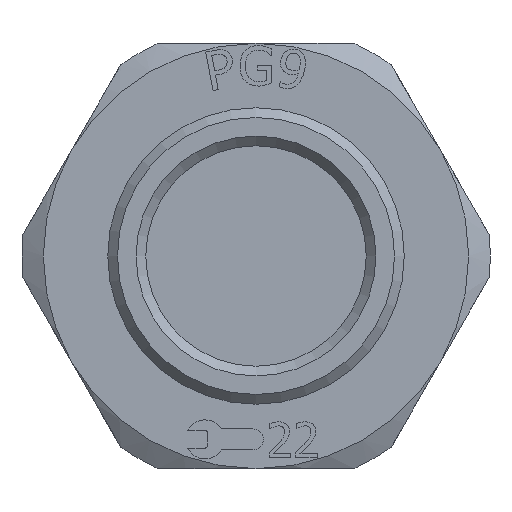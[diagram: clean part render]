
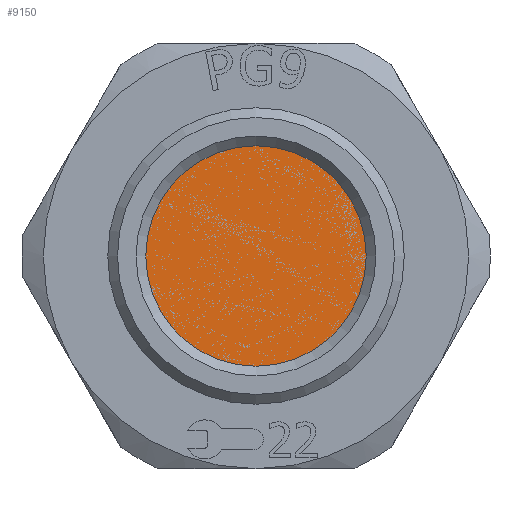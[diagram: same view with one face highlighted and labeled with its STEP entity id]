
A CAD part, front view. The second image highlights one B-rep face of the part: STEP entity #9150.
In plain terms, the highlighted planar face has unit normal (0, -1, 0).
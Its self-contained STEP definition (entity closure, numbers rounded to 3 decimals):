
#2973=FACE_OUTER_BOUND('',#3442,.T.);
#3442=EDGE_LOOP('',(#8578));
#3645=CIRCLE('',#9664,7.6);
#4572=VERTEX_POINT('',#19066);
#5908=EDGE_CURVE('',#4572,#4572,#3645,.T.);
#8578=ORIENTED_EDGE('',*,*,#5908,.T.);
#8709=PLANE('',#9663);
#9150=ADVANCED_FACE('',(#2973),#8709,.T.);
#9663=AXIS2_PLACEMENT_3D('',#19065,#11233,#11234);
#9664=AXIS2_PLACEMENT_3D('',#19067,#11235,#11236);
#11233=DIRECTION('center_axis',(0.,-1.,0.));
#11234=DIRECTION('ref_axis',(0.,0.,-1.));
#11235=DIRECTION('center_axis',(0.,-1.,0.));
#11236=DIRECTION('ref_axis',(0.,0.,1.));
#19065=CARTESIAN_POINT('Origin',(-12.13,-8.053,0.));
#19066=CARTESIAN_POINT('',(-12.13,-8.053,-7.6));
#19067=CARTESIAN_POINT('Origin',(-12.13,-8.053,0.));
